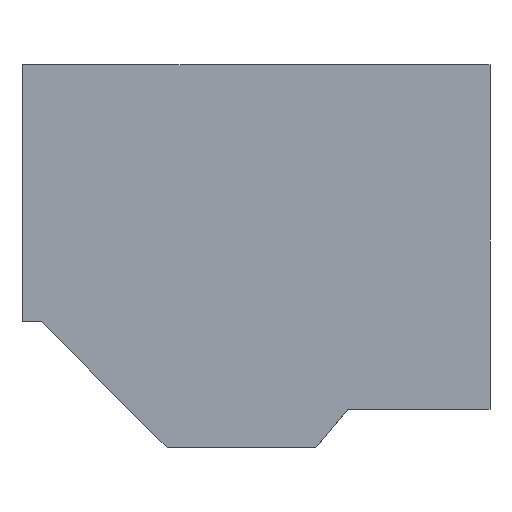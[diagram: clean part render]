
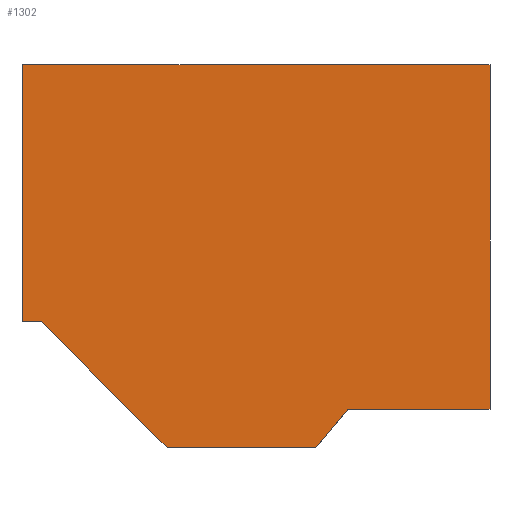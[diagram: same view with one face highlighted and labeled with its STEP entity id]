
A CAD part, front view. The second image highlights one B-rep face of the part: STEP entity #1302.
In plain terms, the highlighted planar face has unit normal (0, -1, 0).
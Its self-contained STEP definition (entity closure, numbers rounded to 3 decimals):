
#305=CARTESIAN_POINT('POINT31',(-3.351,0.,-6.8)
   );
#306=VERTEX_POINT('VERTEX31',#305);
#313=CARTESIAN_POINT('POINT32',(-7.981,0.,-2.17
   ));
#314=VERTEX_POINT('VERTEX32',#313);
#315=CARTESIAN_POINT('POS40',(-7.826,0.,
   -2.325));
#316=DIRECTION('DIR47',(-0.707,0.,
   0.707));
#317=VECTOR('VEC33',#316,1.);
#318=LINE('STRAIGHT33',#315,#317);
#319=EDGE_CURVE('EDGE34',#314,#306,#318,.F.);
#336=CARTESIAN_POINT('POINT33',(8.542,0.,-5.4
   ));
#337=VERTEX_POINT('VERTEX33',#336);
#344=CARTESIAN_POINT('POINT34',(3.307,0.,-5.4
   ));
#345=VERTEX_POINT('VERTEX34',#344);
#346=CARTESIAN_POINT('POS44',(-7.65,0.,-5.4));
#347=DIRECTION('DIR52',(1.,0.,0.));
#348=VECTOR('VEC36',#347,1.);
#349=LINE('STRAIGHT36',#346,#348);
#350=EDGE_CURVE('EDGE37',#345,#337,#349,.T.);
#814=CARTESIAN_POINT('POINT56',(2.133,0.,-6.8))
   ;
#815=VERTEX_POINT('VERTEX56',#814);
#822=CARTESIAN_POINT('POS104',(-7.65,0.,-6.8));
#823=DIRECTION('DIR130',(1.,0.,0.));
#824=VECTOR('VEC78',#823,1.);
#825=LINE('STRAIGHT78',#822,#824);
#826=EDGE_CURVE('EDGE79',#815,#306,#825,.F.);
#840=CARTESIAN_POINT('POS106',(3.46,0.,
   -5.218));
#841=DIRECTION('DIR133',(-0.643,0.,
   -0.766));
#842=VECTOR('VEC79',#841,1.);
#843=LINE('STRAIGHT79',#840,#842);
#844=EDGE_CURVE('EDGE80',#345,#815,#843,.T.);
#1094=CARTESIAN_POINT('POINT73',(-8.692,0.,
   -2.17));
#1095=VERTEX_POINT('VERTEX73',#1094);
#1096=CARTESIAN_POINT('POS138',(-8.171,0.,-2.17
   ));
#1097=DIRECTION('DIR177',(1.,0.,0.));
#1098=VECTOR('VEC99',#1097,1.);
#1099=LINE('STRAIGHT99',#1096,#1098);
#1100=EDGE_CURVE('EDGE104',#314,#1095,#1099,.F.);
#1240=CARTESIAN_POINT('POINT81',(8.542,0.,7.3
   ));
#1241=VERTEX_POINT('VERTEX81',#1240);
#1250=CARTESIAN_POINT('POS157',(8.542,0.,7.05
   ));
#1251=DIRECTION('DIR203',(0.,0.,1.));
#1252=VECTOR('VEC111',#1251,1.);
#1253=LINE('STRAIGHT111',#1250,#1252);
#1254=EDGE_CURVE('EDGE119',#337,#1241,#1253,.T.);
#1275=ORIENTED_EDGE('COEDGE191',*,*,#844,.F.);
#1276=ORIENTED_EDGE('COEDGE192',*,*,#350,.T.);
#1277=ORIENTED_EDGE('COEDGE193',*,*,#1254,.T.);
#1278=CARTESIAN_POINT('POINT83',(-8.692,0.,7.3)
   );
#1279=VERTEX_POINT('VERTEX83',#1278);
#1280=CARTESIAN_POINT('POS160',(-7.65,0.,7.3));
#1281=DIRECTION('DIR207',(1.,0.,0.));
#1282=VECTOR('VEC113',#1281,1.);
#1283=LINE('STRAIGHT113',#1280,#1282);
#1284=EDGE_CURVE('EDGE121',#1279,#1241,#1283,.T.);
#1285=ORIENTED_EDGE('COEDGE194',*,*,#1284,.F.);
#1286=CARTESIAN_POINT('POS161',(-8.692,0.,0.7))
   ;
#1287=DIRECTION('DIR208',(0.,0.,1.));
#1288=VECTOR('VEC114',#1287,1.);
#1289=LINE('STRAIGHT114',#1286,#1288);
#1290=EDGE_CURVE('EDGE122',#1095,#1279,#1289,.T.);
#1291=ORIENTED_EDGE('COEDGE195',*,*,#1290,.F.);
#1292=ORIENTED_EDGE('COEDGE196',*,*,#1100,.F.);
#1293=ORIENTED_EDGE('COEDGE197',*,*,#319,.T.);
#1294=ORIENTED_EDGE('COEDGE198',*,*,#826,.F.);
#1295=EDGE_LOOP('NONE',(#1275,#1276,#1277,#1285,#1291,#1292,#1293,#1294)
   );
#1296=FACE_BOUND('LOOP1',#1295,.T.);
#1297=CARTESIAN_POINT('POS162',(-7.65,0.,6.8));
#1298=DIRECTION('DIR209',(0.,-1.,0.));
#1299=DIRECTION('DIR210',(1.,0.,0.));
#1300=AXIS2_PLACEMENT_3D('AXIS48',#1297,#1298,#1299);
#1301=PLANE('PLANE37',#1300);
#1302=ADVANCED_FACE('FACE40',(#1296),#1301,.T.);
